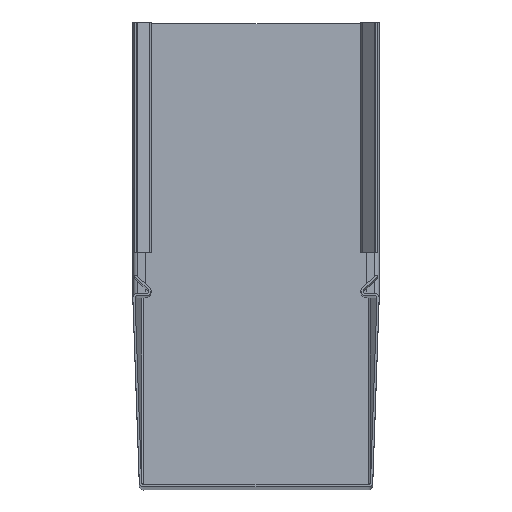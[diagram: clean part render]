
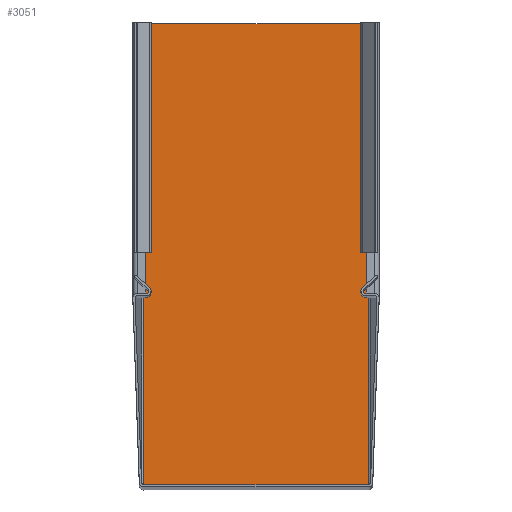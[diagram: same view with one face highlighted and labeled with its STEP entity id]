
A CAD part, front view. The second image highlights one B-rep face of the part: STEP entity #3051.
In plain terms, the highlighted planar face has unit normal (0, -1, 0.007).
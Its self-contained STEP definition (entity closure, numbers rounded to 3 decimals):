
#104 = DIRECTION ( 'NONE',  ( 0., -0.007, -1. ) ) ;
#193 = ORIENTED_EDGE ( 'NONE', *, *, #1693, .F. ) ;
#331 = VECTOR ( 'NONE', #5136, 1000. ) ;
#361 = LINE ( 'NONE', #6703, #4461 ) ;
#1010 = VERTEX_POINT ( 'NONE', #1225 ) ;
#1225 = CARTESIAN_POINT ( 'NONE',  ( 929.419, 24.716, -61.494 ) ) ;
#1693 = EDGE_CURVE ( 'NONE', #1010, #3273, #6001, .T. ) ;
#2187 = EDGE_CURVE ( 'NONE', #2776, #5121, #361, .T. ) ;
#2422 = EDGE_CURVE ( 'NONE', #5121, #3273, #5697, .T. ) ;
#2642 = ORIENTED_EDGE ( 'NONE', *, *, #4489, .T. ) ;
#2709 = CARTESIAN_POINT ( 'NONE',  ( 1006.372, 23.583, -219.937 ) ) ;
#2776 = VERTEX_POINT ( 'NONE', #3379 ) ;
#2899 = CARTESIAN_POINT ( 'NONE',  ( 1006.372, 24.716, -61.494 ) ) ;
#2991 = CARTESIAN_POINT ( 'NONE',  ( 927.782, 24.716, -61.494 ) ) ;
#3005 = DIRECTION ( 'NONE',  ( 0., -1., 0.007 ) ) ;
#3051 = ADVANCED_FACE ( 'NONE', ( #6858 ), #3498, .T. ) ;
#3273 = VERTEX_POINT ( 'NONE', #2899 ) ;
#3309 = VECTOR ( 'NONE', #104, 1000. ) ;
#3379 = CARTESIAN_POINT ( 'NONE',  ( 929.419, 23.583, -219.937 ) ) ;
#3498 = PLANE ( 'NONE',  #3973 ) ;
#3510 = DIRECTION ( 'NONE',  ( 1., 0., 0. ) ) ;
#3828 = CARTESIAN_POINT ( 'NONE',  ( 929.419, 23.583, -219.94 ) ) ;
#3857 = ORIENTED_EDGE ( 'NONE', *, *, #2422, .T. ) ;
#3973 = AXIS2_PLACEMENT_3D ( 'NONE', #6175, #3005, #6735 ) ;
#4119 = EDGE_LOOP ( 'NONE', ( #3857, #193, #2642, #6105 ) ) ;
#4461 = VECTOR ( 'NONE', #3510, 1000. ) ;
#4489 = EDGE_CURVE ( 'NONE', #1010, #2776, #6128, .T. ) ;
#4655 = CARTESIAN_POINT ( 'NONE',  ( 1006.372, 23.583, -219.94 ) ) ;
#5121 = VERTEX_POINT ( 'NONE', #2709 ) ;
#5136 = DIRECTION ( 'NONE',  ( 1., 0., 0. ) ) ;
#5697 = LINE ( 'NONE', #4655, #6617 ) ;
#6001 = LINE ( 'NONE', #2991, #331 ) ;
#6105 = ORIENTED_EDGE ( 'NONE', *, *, #2187, .T. ) ;
#6128 = LINE ( 'NONE', #3828, #3309 ) ;
#6175 = CARTESIAN_POINT ( 'NONE',  ( 1026.372, 23.583, -219.94 ) ) ;
#6617 = VECTOR ( 'NONE', #6776, 1000. ) ;
#6703 = CARTESIAN_POINT ( 'NONE',  ( 1026.372, 23.583, -219.937 ) ) ;
#6735 = DIRECTION ( 'NONE',  ( 0., -0.007, -1. ) ) ;
#6776 = DIRECTION ( 'NONE',  ( 0., 0.007, 1. ) ) ;
#6858 = FACE_OUTER_BOUND ( 'NONE', #4119, .T. ) ;
